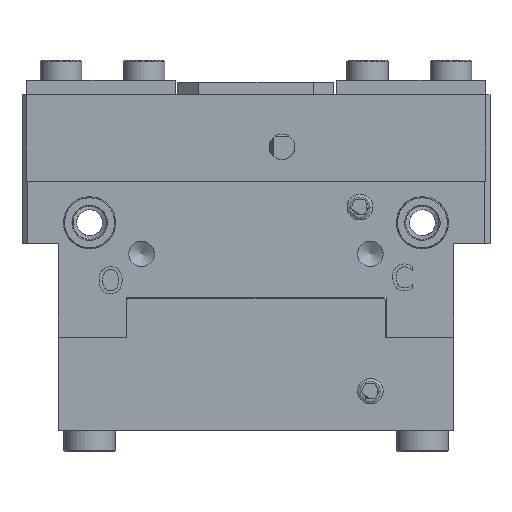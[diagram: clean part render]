
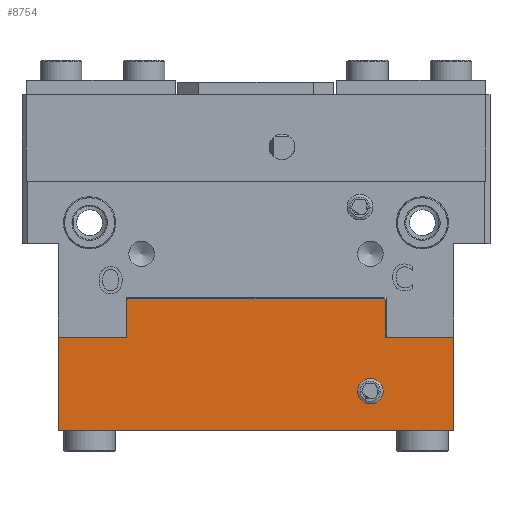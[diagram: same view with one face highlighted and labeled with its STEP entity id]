
A CAD part, front view. The second image highlights one B-rep face of the part: STEP entity #8754.
In plain terms, the highlighted planar face has unit normal (0, -1, 0).
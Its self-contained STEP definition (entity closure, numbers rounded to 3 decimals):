
#662=FACE_BOUND('',#3179,.T.);
#853=PLANE('',#9702);
#1390=LINE('',#15434,#2021);
#1404=LINE('',#15480,#2035);
#1406=LINE('',#15484,#2037);
#1407=LINE('',#15486,#2038);
#1408=LINE('',#15488,#2039);
#1409=LINE('',#15490,#2040);
#1410=LINE('',#15492,#2041);
#1411=LINE('',#15494,#2042);
#1412=LINE('',#15496,#2043);
#1413=LINE('',#15497,#2044);
#2021=VECTOR('',#11707,10.);
#2035=VECTOR('',#11755,10.);
#2037=VECTOR('',#11759,10.);
#2038=VECTOR('',#11760,10.);
#2039=VECTOR('',#11761,10.);
#2040=VECTOR('',#11762,10.);
#2041=VECTOR('',#11763,10.);
#2042=VECTOR('',#11764,10.);
#2043=VECTOR('',#11765,10.);
#2044=VECTOR('',#11766,10.);
#2645=FACE_OUTER_BOUND('',#3178,.T.);
#3178=EDGE_LOOP('',(#7870,#7871,#7872,#7873,#7874,#7875,#7876,#7877,#7878,
#7879));
#3179=EDGE_LOOP('',(#7880,#7881));
#3623=CIRCLE('',#9703,1.23);
#3624=CIRCLE('',#9704,1.23);
#4416=VERTEX_POINT('',#15432);
#4417=VERTEX_POINT('',#15433);
#4432=VERTEX_POINT('',#15479);
#4433=VERTEX_POINT('',#15483);
#4434=VERTEX_POINT('',#15485);
#4435=VERTEX_POINT('',#15487);
#4436=VERTEX_POINT('',#15489);
#4437=VERTEX_POINT('',#15491);
#4438=VERTEX_POINT('',#15493);
#4439=VERTEX_POINT('',#15495);
#4440=VERTEX_POINT('',#15498);
#4441=VERTEX_POINT('',#15499);
#5592=EDGE_CURVE('',#4416,#4417,#1390,.T.);
#5615=EDGE_CURVE('',#4432,#4417,#1404,.T.);
#5617=EDGE_CURVE('',#4416,#4433,#1406,.T.);
#5618=EDGE_CURVE('',#4434,#4433,#1407,.T.);
#5619=EDGE_CURVE('',#4434,#4435,#1408,.T.);
#5620=EDGE_CURVE('',#4435,#4436,#1409,.T.);
#5621=EDGE_CURVE('',#4436,#4437,#1410,.T.);
#5622=EDGE_CURVE('',#4437,#4438,#1411,.T.);
#5623=EDGE_CURVE('',#4438,#4439,#1412,.T.);
#5624=EDGE_CURVE('',#4439,#4432,#1413,.T.);
#5625=EDGE_CURVE('',#4440,#4441,#3623,.T.);
#5626=EDGE_CURVE('',#4441,#4440,#3624,.T.);
#7870=ORIENTED_EDGE('',*,*,#5592,.F.);
#7871=ORIENTED_EDGE('',*,*,#5617,.T.);
#7872=ORIENTED_EDGE('',*,*,#5618,.F.);
#7873=ORIENTED_EDGE('',*,*,#5619,.T.);
#7874=ORIENTED_EDGE('',*,*,#5620,.T.);
#7875=ORIENTED_EDGE('',*,*,#5621,.T.);
#7876=ORIENTED_EDGE('',*,*,#5622,.T.);
#7877=ORIENTED_EDGE('',*,*,#5623,.T.);
#7878=ORIENTED_EDGE('',*,*,#5624,.T.);
#7879=ORIENTED_EDGE('',*,*,#5615,.T.);
#7880=ORIENTED_EDGE('',*,*,#5625,.T.);
#7881=ORIENTED_EDGE('',*,*,#5626,.T.);
#8754=ADVANCED_FACE('',(#2645,#662),#853,.T.);
#9702=AXIS2_PLACEMENT_3D('',#15482,#11757,#11758);
#9703=AXIS2_PLACEMENT_3D('',#15500,#11767,#11768);
#9704=AXIS2_PLACEMENT_3D('',#15501,#11769,#11770);
#11707=DIRECTION('',(0.707,0.,-0.707));
#11755=DIRECTION('',(0.,0.,1.));
#11757=DIRECTION('center_axis',(0.,-1.,0.));
#11758=DIRECTION('ref_axis',(0.,0.,-1.));
#11759=DIRECTION('',(-1.,0.,0.));
#11760=DIRECTION('',(0.707,0.,0.707));
#11761=DIRECTION('',(0.,0.,-1.));
#11762=DIRECTION('',(-1.,0.,0.));
#11763=DIRECTION('',(0.,0.,-1.));
#11764=DIRECTION('',(1.,0.,0.));
#11765=DIRECTION('',(0.,0.,1.));
#11766=DIRECTION('',(-1.,0.,0.));
#11767=DIRECTION('center_axis',(0.,1.,0.));
#11768=DIRECTION('ref_axis',(1.,0.,0.));
#11769=DIRECTION('center_axis',(0.,1.,0.));
#11770=DIRECTION('ref_axis',(1.,0.,0.));
#15432=CARTESIAN_POINT('',(12.25,-12.,6.375));
#15433=CARTESIAN_POINT('',(12.45,-12.,6.175));
#15434=CARTESIAN_POINT('',(10.831,-12.,7.794));
#15479=CARTESIAN_POINT('',(12.45,-12.,2.625));
#15480=CARTESIAN_POINT('',(12.45,-12.,3.188));
#15482=CARTESIAN_POINT('Origin',(0.,-12.,0.));
#15483=CARTESIAN_POINT('',(-12.25,-12.,6.375));
#15484=CARTESIAN_POINT('',(19.,-12.,6.375));
#15485=CARTESIAN_POINT('',(-12.45,-12.,6.175));
#15486=CARTESIAN_POINT('',(-10.831,-12.,7.794));
#15487=CARTESIAN_POINT('',(-12.45,-12.,2.625));
#15488=CARTESIAN_POINT('',(-12.45,-12.,3.188));
#15489=CARTESIAN_POINT('',(-19.,-12.,2.625));
#15490=CARTESIAN_POINT('',(-8.813,-12.,2.625));
#15491=CARTESIAN_POINT('',(-19.,-12.,-6.375));
#15492=CARTESIAN_POINT('',(-19.,-12.,6.375));
#15493=CARTESIAN_POINT('',(19.,-12.,-6.375));
#15494=CARTESIAN_POINT('',(-19.,-12.,-6.375));
#15495=CARTESIAN_POINT('',(19.,-12.,2.625));
#15496=CARTESIAN_POINT('',(19.,-12.,-6.375));
#15497=CARTESIAN_POINT('',(9.144,-12.,2.625));
#15498=CARTESIAN_POINT('',(12.23,-12.,-2.575));
#15499=CARTESIAN_POINT('',(9.771,-12.,-2.575));
#15500=CARTESIAN_POINT('Origin',(11.,-12.,-2.575));
#15501=CARTESIAN_POINT('Origin',(11.,-12.,-2.575));
